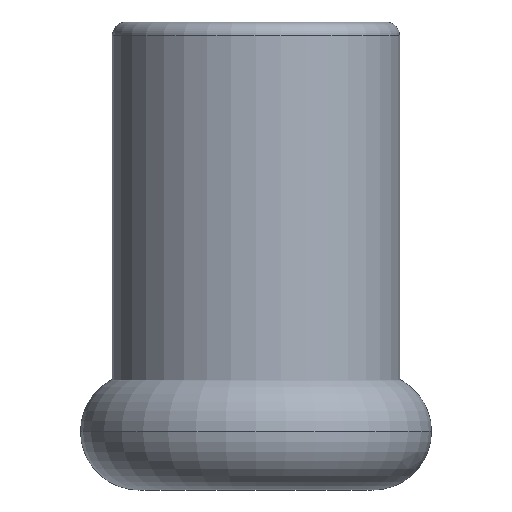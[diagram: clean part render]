
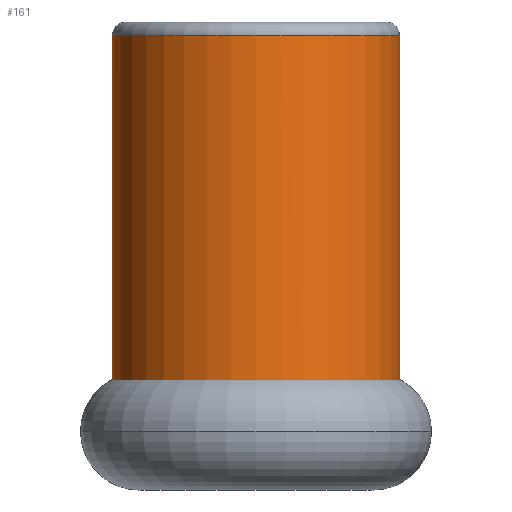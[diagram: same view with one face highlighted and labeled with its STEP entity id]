
A CAD part, front view. The second image highlights one B-rep face of the part: STEP entity #161.
In plain terms, the highlighted cylindrical face has radius 15.602 mm (diameter 31.204 mm), a partial arc.
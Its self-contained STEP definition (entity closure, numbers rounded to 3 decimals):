
#28=CYLINDRICAL_SURFACE('',#902,15.602);
#64=LINE('',#1383,#92);
#65=LINE('',#1389,#93);
#92=VECTOR('',#1113,1.);
#93=VECTOR('',#1118,1.);
#161=ADVANCED_FACE('',(#217),#28,.T.);
#217=FACE_OUTER_BOUND('',#261,.T.);
#261=EDGE_LOOP('',(#378,#379,#380,#381,#382,#383));
#378=ORIENTED_EDGE('',*,*,#631,.T.);
#379=ORIENTED_EDGE('',*,*,#630,.T.);
#380=ORIENTED_EDGE('',*,*,#632,.F.);
#381=ORIENTED_EDGE('',*,*,#633,.T.);
#382=ORIENTED_EDGE('',*,*,#634,.T.);
#383=ORIENTED_EDGE('',*,*,#635,.T.);
#543=VERTEX_POINT('',#1373);
#544=VERTEX_POINT('',#1375);
#545=VERTEX_POINT('',#1380);
#546=VERTEX_POINT('',#1384);
#547=VERTEX_POINT('',#1386);
#548=VERTEX_POINT('',#1388);
#630=EDGE_CURVE('',#545,#544,#755,.T.);
#631=EDGE_CURVE('',#543,#545,#756,.T.);
#632=EDGE_CURVE('',#546,#544,#64,.T.);
#633=EDGE_CURVE('',#546,#547,#757,.T.);
#634=EDGE_CURVE('',#547,#548,#758,.T.);
#635=EDGE_CURVE('',#548,#543,#65,.T.);
#755=CIRCLE('',#897,15.602);
#756=CIRCLE('',#898,15.602);
#757=CIRCLE('',#900,15.602);
#758=CIRCLE('',#901,15.602);
#897=AXIS2_PLACEMENT_3D('',#1379,#1107,#1108);
#898=AXIS2_PLACEMENT_3D('',#1381,#1109,#1110);
#900=AXIS2_PLACEMENT_3D('',#1385,#1114,#1115);
#901=AXIS2_PLACEMENT_3D('',#1387,#1116,#1117);
#902=AXIS2_PLACEMENT_3D('',#1390,#1119,#1120);
#1107=DIRECTION('',(0.,0.,1.));
#1108=DIRECTION('',(1.,-0.001,0.));
#1109=DIRECTION('',(0.,0.,1.));
#1110=DIRECTION('',(-1.,0.,0.));
#1113=DIRECTION('',(0.,0.,-1.));
#1114=DIRECTION('',(0.,0.,-1.));
#1115=DIRECTION('',(1.,0.,0.));
#1116=DIRECTION('',(0.,0.,-1.));
#1117=DIRECTION('',(-1.,-0.001,0.));
#1118=DIRECTION('',(0.,0.,-1.));
#1119=DIRECTION('',(0.,0.,-1.));
#1120=DIRECTION('',(1.,0.,0.));
#1373=CARTESIAN_POINT('',(-15.602,0.,-39.114));
#1375=CARTESIAN_POINT('',(15.602,0.,-39.114));
#1379=CARTESIAN_POINT('',(0.,0.,-39.114));
#1380=CARTESIAN_POINT('',(15.602,-0.014,-39.114));
#1381=CARTESIAN_POINT('',(0.,0.,-39.114));
#1383=CARTESIAN_POINT('',(15.602,0.,-39.114));
#1384=CARTESIAN_POINT('',(15.602,0.,-1.5));
#1385=CARTESIAN_POINT('',(0.,0.,-1.5));
#1386=CARTESIAN_POINT('',(-15.602,-0.016,-1.5));
#1387=CARTESIAN_POINT('',(0.,0.,-1.5));
#1388=CARTESIAN_POINT('',(-15.602,0.,-1.5));
#1389=CARTESIAN_POINT('',(-15.602,0.,-39.114));
#1390=CARTESIAN_POINT('',(0.,0.,2.478));
